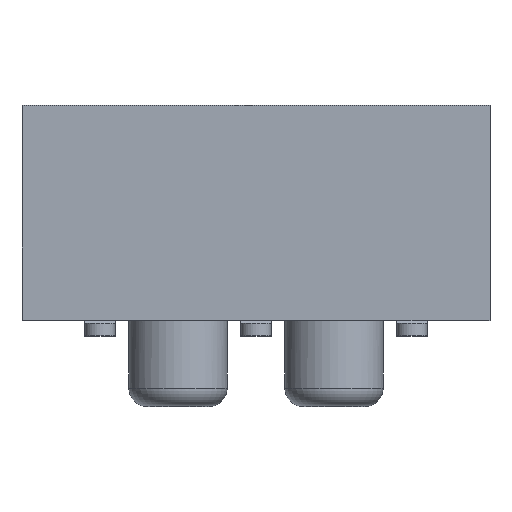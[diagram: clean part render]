
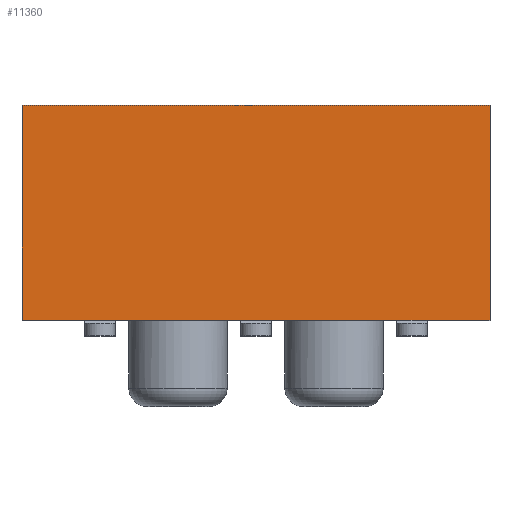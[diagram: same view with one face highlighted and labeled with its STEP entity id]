
A CAD part, top view. The second image highlights one B-rep face of the part: STEP entity #11360.
In plain terms, the highlighted planar face has unit normal (0, 0, 1).
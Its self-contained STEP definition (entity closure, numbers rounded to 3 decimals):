
#369=PLANE('',#12393);
#905=FACE_OUTER_BOUND('',#1445,.T.);
#1445=EDGE_LOOP('',(#9664,#9665,#9666,#9667));
#2967=LINE('',#19184,#4071);
#2968=LINE('',#19186,#4072);
#2969=LINE('',#19188,#4073);
#2970=LINE('',#19189,#4074);
#4071=VECTOR('',#15371,1.);
#4072=VECTOR('',#15372,1.);
#4073=VECTOR('',#15373,1.);
#4074=VECTOR('',#15374,1.);
#5166=VERTEX_POINT('',#19182);
#5167=VERTEX_POINT('',#19183);
#5168=VERTEX_POINT('',#19185);
#5169=VERTEX_POINT('',#19187);
#6735=EDGE_CURVE('',#5166,#5167,#2967,.T.);
#6736=EDGE_CURVE('',#5168,#5167,#2968,.T.);
#6737=EDGE_CURVE('',#5169,#5168,#2969,.T.);
#6738=EDGE_CURVE('',#5169,#5166,#2970,.T.);
#9664=ORIENTED_EDGE('',*,*,#6735,.T.);
#9665=ORIENTED_EDGE('',*,*,#6736,.F.);
#9666=ORIENTED_EDGE('',*,*,#6737,.F.);
#9667=ORIENTED_EDGE('',*,*,#6738,.T.);
#11360=ADVANCED_FACE('',(#905),#369,.T.);
#12393=AXIS2_PLACEMENT_3D('',#19181,#15369,#15370);
#15369=DIRECTION('center_axis',(0.,0.,1.));
#15370=DIRECTION('ref_axis',(1.,0.,0.));
#15371=DIRECTION('',(-1.,0.,0.));
#15372=DIRECTION('',(0.,1.,0.));
#15373=DIRECTION('',(-1.,0.,0.));
#15374=DIRECTION('',(0.,1.,0.));
#19181=CARTESIAN_POINT('Origin',(-26.534,2.859,2.5));
#19182=CARTESIAN_POINT('',(-21.454,2.859,2.5));
#19183=CARTESIAN_POINT('',(-29.074,2.859,2.5));
#19184=CARTESIAN_POINT('',(-21.454,2.859,2.5));
#19185=CARTESIAN_POINT('',(-29.074,-0.641,2.5));
#19186=CARTESIAN_POINT('',(-29.074,-0.641,2.5));
#19187=CARTESIAN_POINT('',(-21.454,-0.641,2.5));
#19188=CARTESIAN_POINT('',(-21.454,-0.641,2.5));
#19189=CARTESIAN_POINT('',(-21.454,-0.641,2.5));
